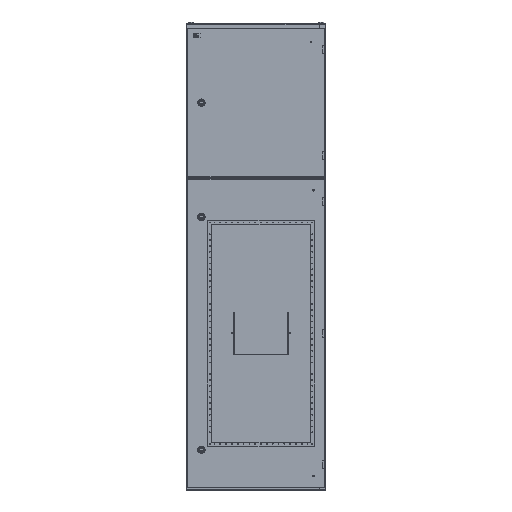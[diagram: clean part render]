
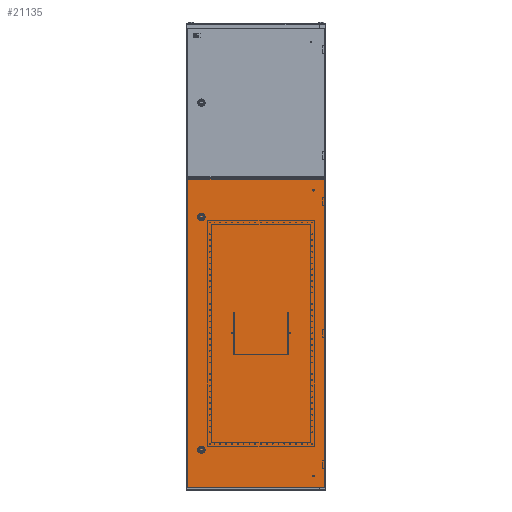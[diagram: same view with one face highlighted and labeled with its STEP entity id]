
A CAD part, top view. The second image highlights one B-rep face of the part: STEP entity #21135.
In plain terms, the highlighted planar face has unit normal (0, 0, 1).
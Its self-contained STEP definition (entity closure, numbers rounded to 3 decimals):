
#1010 = VECTOR ( 'NONE', #30668, 1000. ) ;
#2215 = EDGE_CURVE ( 'NONE', #67952, #14064, #8999, .T. ) ;
#4928 = CARTESIAN_POINT ( 'NONE',  ( 60., 500., 0. ) ) ;
#7142 = CARTESIAN_POINT ( 'NONE',  ( 0., 663.5, 0. ) ) ;
#7201 = DIRECTION ( 'NONE',  ( -1., 0., 0. ) ) ;
#7929 = DIRECTION ( 'NONE',  ( 0., 0., 1. ) ) ;
#8999 = LINE ( 'NONE', #94708, #79812 ) ;
#12800 = ORIENTED_EDGE ( 'NONE', *, *, #101768, .F. ) ;
#14064 = VERTEX_POINT ( 'NONE', #7142 ) ;
#14543 = ORIENTED_EDGE ( 'NONE', *, *, #68261, .F. ) ;
#14600 = DIRECTION ( 'NONE',  ( 1., 0., 0. ) ) ;
#14957 = ORIENTED_EDGE ( 'NONE', *, *, #2215, .T. ) ;
#15519 = AXIS2_PLACEMENT_3D ( 'NONE', #78249, #43633, #112944 ) ;
#16533 = CIRCLE ( 'NONE', #33138, 1.5 ) ;
#19513 = EDGE_CURVE ( 'NONE', #14064, #86747, #51754, .T. ) ;
#21135 = ADVANCED_FACE ( 'NONE', ( #68178, #85893, #62673 ), #95839, .T. ) ;
#23226 = VERTEX_POINT ( 'NONE', #24910 ) ;
#24501 = CARTESIAN_POINT ( 'NONE',  ( 58.5, 500., 0. ) ) ;
#24783 = LINE ( 'NONE', #87190, #54650 ) ;
#24910 = CARTESIAN_POINT ( 'NONE',  ( 58.5, -500., 0. ) ) ;
#26145 = EDGE_CURVE ( 'NONE', #44713, #67952, #24783, .T. ) ;
#26792 = VERTEX_POINT ( 'NONE', #86671 ) ;
#28700 = CARTESIAN_POINT ( 'NONE',  ( 590.5, 663.5, 0. ) ) ;
#30668 = DIRECTION ( 'NONE',  ( 1., 0., 0. ) ) ;
#33138 = AXIS2_PLACEMENT_3D ( 'NONE', #4928, #7929, #65704 ) ;
#36017 = CIRCLE ( 'NONE', #47945, 1.5 ) ;
#36957 = DIRECTION ( 'NONE',  ( 0., 0., 1. ) ) ;
#40173 = ORIENTED_EDGE ( 'NONE', *, *, #19513, .T. ) ;
#43608 = CARTESIAN_POINT ( 'NONE',  ( 0., 663.5, 0. ) ) ;
#43633 = DIRECTION ( 'NONE',  ( 0., 0., 1. ) ) ;
#44137 = DIRECTION ( 'NONE',  ( 0., 1., 0. ) ) ;
#44713 = VERTEX_POINT ( 'NONE', #112091 ) ;
#45365 = ORIENTED_EDGE ( 'NONE', *, *, #26145, .T. ) ;
#47756 = DIRECTION ( 'NONE',  ( -1., 0., 0. ) ) ;
#47945 = AXIS2_PLACEMENT_3D ( 'NONE', #89147, #36957, #97911 ) ;
#49167 = DIRECTION ( 'NONE',  ( 0., 0., 1. ) ) ;
#50462 = VECTOR ( 'NONE', #61460, 1000. ) ;
#51754 = LINE ( 'NONE', #43608, #50462 ) ;
#52898 = VERTEX_POINT ( 'NONE', #69081 ) ;
#54650 = VECTOR ( 'NONE', #44137, 1000. ) ;
#55183 = EDGE_LOOP ( 'NONE', ( #40173, #82827, #45365, #14957 ) ) ;
#61460 = DIRECTION ( 'NONE',  ( 0., -1., 0. ) ) ;
#61822 = ORIENTED_EDGE ( 'NONE', *, *, #65335, .F. ) ;
#62673 = FACE_OUTER_BOUND ( 'NONE', #55183, .T. ) ;
#64563 = VERTEX_POINT ( 'NONE', #24501 ) ;
#65335 = EDGE_CURVE ( 'NONE', #26792, #64563, #87996, .T. ) ;
#65653 = CARTESIAN_POINT ( 'NONE',  ( 0., -663.5, 0. ) ) ;
#65704 = DIRECTION ( 'NONE',  ( 1., 0., 0. ) ) ;
#67952 = VERTEX_POINT ( 'NONE', #28700 ) ;
#68178 = FACE_BOUND ( 'NONE', #85771, .T. ) ;
#68261 = EDGE_CURVE ( 'NONE', #23226, #52898, #36017, .T. ) ;
#69081 = CARTESIAN_POINT ( 'NONE',  ( 61.5, -500., 0. ) ) ;
#72507 = DIRECTION ( 'NONE',  ( 0., 0., 1. ) ) ;
#73699 = EDGE_LOOP ( 'NONE', ( #61822, #112381 ) ) ;
#78249 = CARTESIAN_POINT ( 'NONE',  ( 0., 0., 0. ) ) ;
#79812 = VECTOR ( 'NONE', #7201, 1000. ) ;
#79858 = LINE ( 'NONE', #65653, #1010 ) ;
#82827 = ORIENTED_EDGE ( 'NONE', *, *, #109838, .T. ) ;
#85771 = EDGE_LOOP ( 'NONE', ( #12800, #14543 ) ) ;
#85893 = FACE_BOUND ( 'NONE', #73699, .T. ) ;
#86184 = AXIS2_PLACEMENT_3D ( 'NONE', #107204, #72507, #47756 ) ;
#86671 = CARTESIAN_POINT ( 'NONE',  ( 61.5, 500., 0. ) ) ;
#86747 = VERTEX_POINT ( 'NONE', #104061 ) ;
#87190 = CARTESIAN_POINT ( 'NONE',  ( 590.5, 663.5, 0. ) ) ;
#87996 = CIRCLE ( 'NONE', #98843, 1.5 ) ;
#89147 = CARTESIAN_POINT ( 'NONE',  ( 60., -500., 0. ) ) ;
#94708 = CARTESIAN_POINT ( 'NONE',  ( 0., 663.5, 0. ) ) ;
#95839 = PLANE ( 'NONE',  #15519 ) ;
#97911 = DIRECTION ( 'NONE',  ( -1., 0., 0. ) ) ;
#98843 = AXIS2_PLACEMENT_3D ( 'NONE', #110857, #49167, #14600 ) ;
#101768 = EDGE_CURVE ( 'NONE', #52898, #23226, #108080, .T. ) ;
#104061 = CARTESIAN_POINT ( 'NONE',  ( 0., -663.5, 0. ) ) ;
#104334 = EDGE_CURVE ( 'NONE', #64563, #26792, #16533, .T. ) ;
#107204 = CARTESIAN_POINT ( 'NONE',  ( 60., -500., 0. ) ) ;
#108080 = CIRCLE ( 'NONE', #86184, 1.5 ) ;
#109838 = EDGE_CURVE ( 'NONE', #86747, #44713, #79858, .T. ) ;
#110857 = CARTESIAN_POINT ( 'NONE',  ( 60., 500., 0. ) ) ;
#112091 = CARTESIAN_POINT ( 'NONE',  ( 590.5, -663.5, 0. ) ) ;
#112381 = ORIENTED_EDGE ( 'NONE', *, *, #104334, .F. ) ;
#112944 = DIRECTION ( 'NONE',  ( 1., 0., 0. ) ) ;
